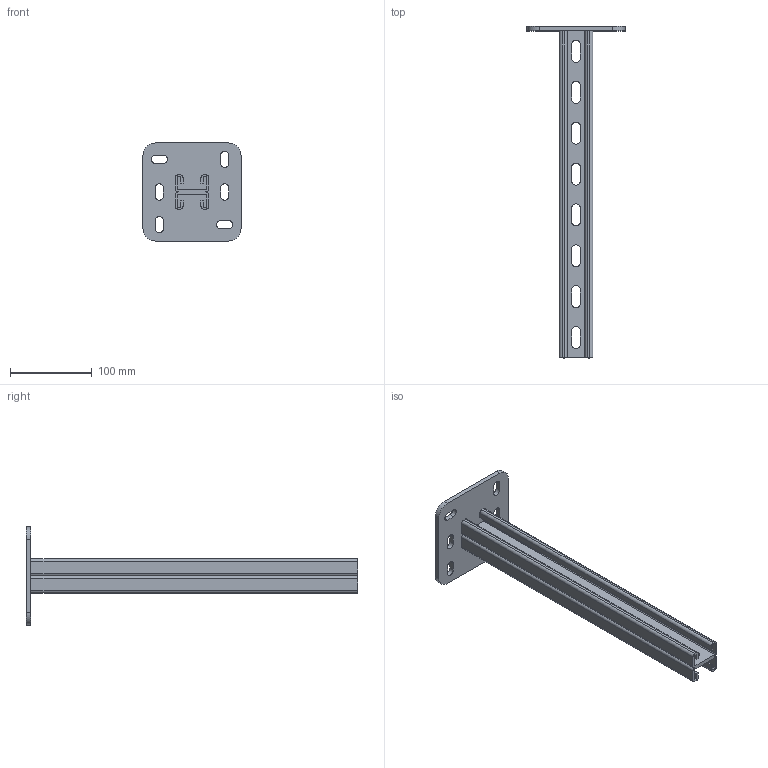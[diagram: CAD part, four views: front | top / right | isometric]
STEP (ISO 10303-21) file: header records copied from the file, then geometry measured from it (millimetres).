
FILE_DESCRIPTION (( 'STEP AP203' ), '1' );
FILE_NAME ('Ïîäâåñ BSD-21_BSD2104.STEP', '2012-11-16T08:59:56', ( 'Àñååâ' ), ( '' ), 'SwSTEP 2.0', 'SolidWorks 2012', '' );
FILE_SCHEMA (( 'CONFIG_CONTROL_DESIGN' ));
Length unit declared in the file: millimetre
Products named in the file (1): 砐鳱殥 BSD-21_BSD2104
Bounding box: 120 x 406 x 120 mm (x, y, z)
Volume: 270831.6 mm3; surface area: 168058.9 mm2
Topology: 1 solids, 1 shells, 121 faces, 354 edges, 236 vertices
Faces by surface type: plane 65, cylinder 56
Entity records: 4173 total; most frequent: CARTESIAN_POINT 712, DIRECTION 710, ORIENTED_EDGE 708, EDGE_CURVE 354, LINE 242, VECTOR 242, VERTEX_POINT 236, AXIS2_PLACEMENT_3D 234
